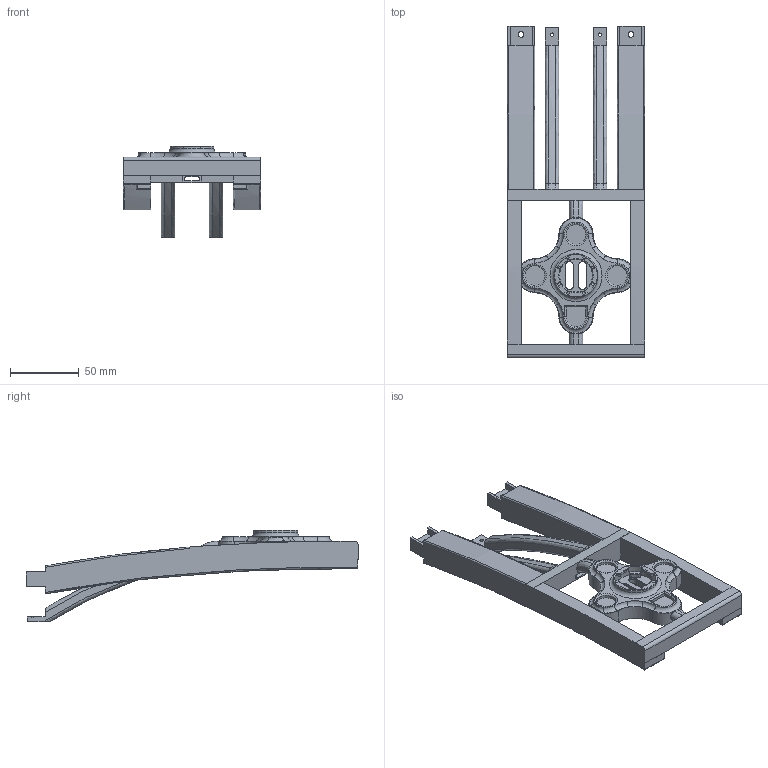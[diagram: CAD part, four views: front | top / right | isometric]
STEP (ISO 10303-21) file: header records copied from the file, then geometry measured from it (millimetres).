
FILE_DESCRIPTION(/* description */ ('Unknown'),/* implementation_level */ '2;1');
FILE_NAME(/* name */ 'Bodymount_hinten_1',/* time_stamp */ '2024-02-07T08:38:44+01:00',/* author */ ('Unknown'),/* organization */ ('Unknown'),/* preprocessor_version */ 'ST-DEVELOPER v18.102',/* originating_system */ 'Solid Edge',/* authorisation */ 'Unknown');
FILE_SCHEMA (('AUTOMOTIVE_DESIGN {1 0 10303 214 3 1 1}'));
Length unit declared in the file: millimetre
Products named in the file (1): Bodymount_hinten_1
Bounding box: 100 x 242.13 x 66.96 mm (x, y, z)
Volume: 221904 mm3; surface area: 63880.2 mm2
Topology: 1 solids, 1 shells, 337 faces, 890 edges, 561 vertices
Faces by surface type: plane 132, cylinder 104, torus 56, bspline 45
Full cylindrical faces by diameter (mm): 2.459 x2, 4.134 x2, 10.5 x4, 14.5 x3, 30 x1, 32 x1
Entity records: 13648 total; most frequent: CARTESIAN_POINT 3259, ORIENTED_EDGE 1726, DIRECTION 1596, EDGE_CURVE 863, AXIS2_PLACEMENT_3D 603, VERTEX_POINT 552, LINE 390, VECTOR 390
